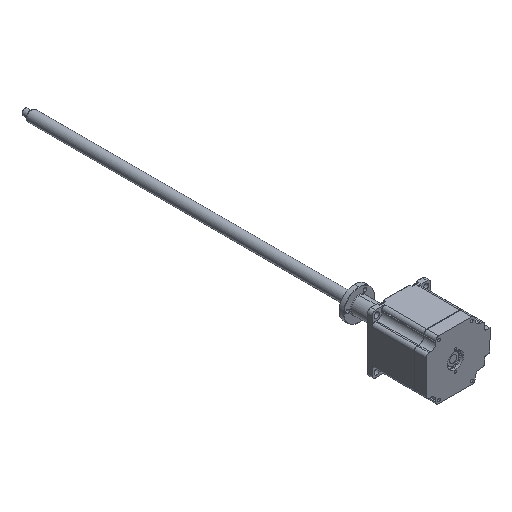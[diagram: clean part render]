
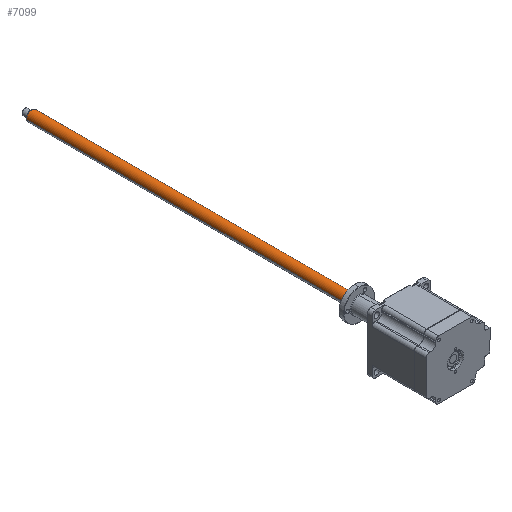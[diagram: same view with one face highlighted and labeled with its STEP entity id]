
A CAD part, isometric view. The second image highlights one B-rep face of the part: STEP entity #7099.
In plain terms, the highlighted cylindrical face has radius 5 mm (diameter 10 mm), a partial arc.
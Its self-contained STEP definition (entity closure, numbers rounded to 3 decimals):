
#219 = CARTESIAN_POINT ( 'NONE',  ( -12.324, 359.999, 33.909 ) ) ;
#251 = CARTESIAN_POINT ( 'NONE',  ( -12.324, 9.999, 33.909 ) ) ;
#459 = DIRECTION ( 'NONE',  ( -0.994, 0., -0.112 ) ) ;
#659 = ORIENTED_EDGE ( 'NONE', *, *, #2138, .F. ) ;
#1585 = DIRECTION ( 'NONE',  ( -0.994, 0., -0.112 ) ) ;
#1684 = CARTESIAN_POINT ( 'NONE',  ( -17.293, 358.999, 33.35 ) ) ;
#1865 = DIRECTION ( 'NONE',  ( 0., -1., 0. ) ) ;
#1912 = EDGE_CURVE ( 'NONE', #2269, #9358, #7161, .T. ) ;
#2138 = EDGE_CURVE ( 'NONE', #2724, #9358, #5301, .T. ) ;
#2165 = ORIENTED_EDGE ( 'NONE', *, *, #8567, .F. ) ;
#2269 = VERTEX_POINT ( 'NONE', #10658 ) ;
#2371 = LINE ( 'NONE', #219, #4330 ) ;
#2530 = DIRECTION ( 'NONE',  ( 0.994, 0., 0.112 ) ) ;
#2724 = VERTEX_POINT ( 'NONE', #251 ) ;
#3528 = DIRECTION ( 'NONE',  ( 0., -1., 0. ) ) ;
#3610 = CARTESIAN_POINT ( 'NONE',  ( -22.261, 359.999, 32.791 ) ) ;
#4228 = VERTEX_POINT ( 'NONE', #9335 ) ;
#4330 = VECTOR ( 'NONE', #1865, 1000. ) ;
#4365 = CYLINDRICAL_SURFACE ( 'NONE', #7932, 5. ) ;
#4400 = CIRCLE ( 'NONE', #8619, 5. ) ;
#4777 = EDGE_LOOP ( 'NONE', ( #2165, #5547, #10674, #659 ) ) ;
#4887 = FACE_OUTER_BOUND ( 'NONE', #4777, .T. ) ;
#4917 = VECTOR ( 'NONE', #3528, 1000. ) ;
#5301 = CIRCLE ( 'NONE', #10151, 5. ) ;
#5449 = DIRECTION ( 'NONE',  ( 0., -1., 0. ) ) ;
#5547 = ORIENTED_EDGE ( 'NONE', *, *, #5632, .T. ) ;
#5632 = EDGE_CURVE ( 'NONE', #4228, #2269, #4400, .T. ) ;
#6621 = DIRECTION ( 'NONE',  ( 0., -1., 0. ) ) ;
#7099 = ADVANCED_FACE ( 'NONE', ( #4887 ), #4365, .T. ) ;
#7161 = LINE ( 'NONE', #3610, #4917 ) ;
#7559 = DIRECTION ( 'NONE',  ( 0., -1., 0. ) ) ;
#7932 = AXIS2_PLACEMENT_3D ( 'NONE', #9970, #6621, #1585 ) ;
#8567 = EDGE_CURVE ( 'NONE', #4228, #2724, #2371, .T. ) ;
#8619 = AXIS2_PLACEMENT_3D ( 'NONE', #1684, #7559, #2530 ) ;
#9335 = CARTESIAN_POINT ( 'NONE',  ( -12.324, 358.999, 33.909 ) ) ;
#9358 = VERTEX_POINT ( 'NONE', #9675 ) ;
#9675 = CARTESIAN_POINT ( 'NONE',  ( -22.261, 9.999, 32.791 ) ) ;
#9970 = CARTESIAN_POINT ( 'NONE',  ( -17.293, 359.999, 33.35 ) ) ;
#10151 = AXIS2_PLACEMENT_3D ( 'NONE', #10493, #5449, #459 ) ;
#10493 = CARTESIAN_POINT ( 'NONE',  ( -17.293, 9.999, 33.35 ) ) ;
#10658 = CARTESIAN_POINT ( 'NONE',  ( -22.261, 358.999, 32.791 ) ) ;
#10674 = ORIENTED_EDGE ( 'NONE', *, *, #1912, .T. ) ;
